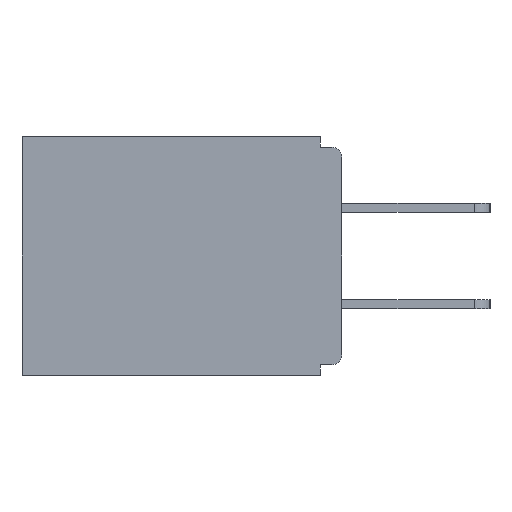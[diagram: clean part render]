
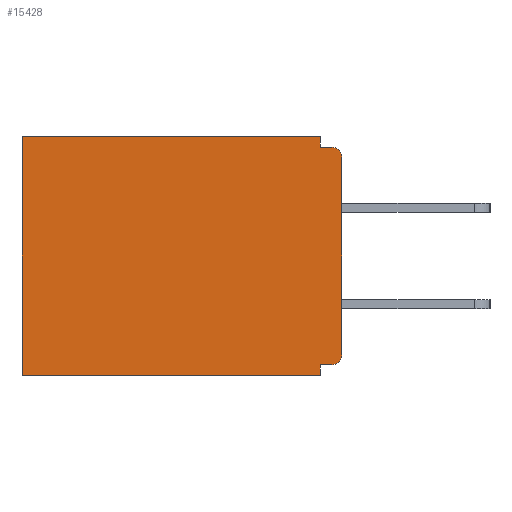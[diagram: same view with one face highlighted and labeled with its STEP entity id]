
A CAD part, left-side view. The second image highlights one B-rep face of the part: STEP entity #15428.
In plain terms, the highlighted planar face has unit normal (-1, 0, 0).
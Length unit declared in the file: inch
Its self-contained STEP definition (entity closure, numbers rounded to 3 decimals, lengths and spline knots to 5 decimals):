
#829 = VECTOR ( 'NONE', #8100, 39.37008 ) ;
#1260 = EDGE_CURVE ( 'NONE', #9530, #14275, #12205, .T. ) ;
#1299 = ORIENTED_EDGE ( 'NONE', *, *, #7254, .T. ) ;
#1472 = VERTEX_POINT ( 'NONE', #25753 ) ;
#1531 = DIRECTION ( 'NONE',  ( 0., 0., -1. ) ) ;
#1932 = CARTESIAN_POINT ( 'NONE',  ( 0.298, 0., 0. ) ) ;
#2143 = ORIENTED_EDGE ( 'NONE', *, *, #23397, .F. ) ;
#2403 = ORIENTED_EDGE ( 'NONE', *, *, #23531, .F. ) ;
#2890 = CARTESIAN_POINT ( 'NONE',  ( 0.298, 0., -0.03 ) ) ;
#3078 = CARTESIAN_POINT ( 'NONE',  ( 0.298, 0.031, -0.343 ) ) ;
#3872 = VECTOR ( 'NONE', #1531, 39.37008 ) ;
#4116 = DIRECTION ( 'NONE',  ( 0., 0., -1. ) ) ;
#4147 = VECTOR ( 'NONE', #8020, 39.37008 ) ;
#4164 = EDGE_CURVE ( 'NONE', #20838, #18745, #4510, .T. ) ;
#4510 = LINE ( 'NONE', #10568, #4147 ) ;
#4567 = LINE ( 'NONE', #7923, #15261 ) ;
#4671 = VECTOR ( 'NONE', #4116, 39.37008 ) ;
#5032 = EDGE_CURVE ( 'NONE', #5320, #1472, #17840, .T. ) ;
#5320 = VERTEX_POINT ( 'NONE', #11060 ) ;
#6003 = VECTOR ( 'NONE', #24564, 39.37008 ) ;
#6057 = CARTESIAN_POINT ( 'NONE',  ( 0.298, 0.031, -0.328 ) ) ;
#6263 = CARTESIAN_POINT ( 'NONE',  ( 0.298, 0., -0.015 ) ) ;
#6410 = EDGE_CURVE ( 'NONE', #25180, #14275, #9091, .T. ) ;
#7115 = ORIENTED_EDGE ( 'NONE', *, *, #4164, .T. ) ;
#7254 = EDGE_CURVE ( 'NONE', #18745, #25630, #16061, .T. ) ;
#7923 = CARTESIAN_POINT ( 'NONE',  ( 0.298, 0., 0. ) ) ;
#8020 = DIRECTION ( 'NONE',  ( 0., 1., 0. ) ) ;
#8100 = DIRECTION ( 'NONE',  ( 0., 1., 0. ) ) ;
#8127 = VERTEX_POINT ( 'NONE', #6057 ) ;
#8972 = CARTESIAN_POINT ( 'NONE',  ( 0.298, 0.46, 0. ) ) ;
#9091 = CIRCLE ( 'NONE', #23415, 0.015 ) ;
#9129 = ORIENTED_EDGE ( 'NONE', *, *, #5032, .T. ) ;
#9214 = VECTOR ( 'NONE', #21261, 39.37008 ) ;
#9330 = CARTESIAN_POINT ( 'NONE',  ( 0.298, 0.015, -0.313 ) ) ;
#9530 = VERTEX_POINT ( 'NONE', #25473 ) ;
#9732 = CARTESIAN_POINT ( 'NONE',  ( 0.298, 0.015, -0.03 ) ) ;
#10075 = DIRECTION ( 'NONE',  ( 0., 0., -1. ) ) ;
#10344 = AXIS2_PLACEMENT_3D ( 'NONE', #9330, #26459, #10075 ) ;
#10568 = CARTESIAN_POINT ( 'NONE',  ( 0.298, 0., 0. ) ) ;
#11060 = CARTESIAN_POINT ( 'NONE',  ( 0.298, 0.015, -0.328 ) ) ;
#11364 = LINE ( 'NONE', #3078, #6003 ) ;
#11373 = CARTESIAN_POINT ( 'NONE',  ( 0.298, 0.031, -0.343 ) ) ;
#12205 = LINE ( 'NONE', #6263, #9214 ) ;
#12908 = DIRECTION ( 'NONE',  ( 1., 0., 0. ) ) ;
#13086 = ORIENTED_EDGE ( 'NONE', *, *, #1260, .F. ) ;
#13131 = ORIENTED_EDGE ( 'NONE', *, *, #6410, .T. ) ;
#13476 = CARTESIAN_POINT ( 'NONE',  ( 0.298, 0.46, -0.343 ) ) ;
#13778 = DIRECTION ( 'NONE',  ( 0., 0., -1. ) ) ;
#14275 = VERTEX_POINT ( 'NONE', #25372 ) ;
#14350 = AXIS2_PLACEMENT_3D ( 'NONE', #1932, #12908, #16946 ) ;
#14570 = VERTEX_POINT ( 'NONE', #11373 ) ;
#15261 = VECTOR ( 'NONE', #16434, 39.37008 ) ;
#15394 = EDGE_LOOP ( 'NONE', ( #13131, #13086, #2403, #7115, #1299, #2143, #15793, #18785, #9129, #25880 ) ) ;
#15428 = ADVANCED_FACE ( 'NONE', ( #23471 ), #23721, .F. ) ;
#15793 = ORIENTED_EDGE ( 'NONE', *, *, #16084, .F. ) ;
#15896 = DIRECTION ( 'NONE',  ( 0., 1., 0. ) ) ;
#16061 = LINE ( 'NONE', #17128, #4671 ) ;
#16084 = EDGE_CURVE ( 'NONE', #8127, #14570, #11364, .T. ) ;
#16434 = DIRECTION ( 'NONE',  ( 0., 0., -1. ) ) ;
#16946 = DIRECTION ( 'NONE',  ( 0., 0., -1. ) ) ;
#17128 = CARTESIAN_POINT ( 'NONE',  ( 0.298, 0.46, 0. ) ) ;
#17607 = LINE ( 'NONE', #24989, #3872 ) ;
#17840 = CIRCLE ( 'NONE', #10344, 0.015 ) ;
#18745 = VERTEX_POINT ( 'NONE', #8972 ) ;
#18785 = ORIENTED_EDGE ( 'NONE', *, *, #23819, .F. ) ;
#18995 = VECTOR ( 'NONE', #15896, 39.37008 ) ;
#20838 = VERTEX_POINT ( 'NONE', #24584 ) ;
#20946 = CARTESIAN_POINT ( 'NONE',  ( 0.298, 0., -0.328 ) ) ;
#21261 = DIRECTION ( 'NONE',  ( 0., -1., 0. ) ) ;
#21497 = CARTESIAN_POINT ( 'NONE',  ( 0.298, 0., -0.343 ) ) ;
#22267 = EDGE_CURVE ( 'NONE', #25180, #1472, #4567, .T. ) ;
#23397 = EDGE_CURVE ( 'NONE', #14570, #25630, #24699, .T. ) ;
#23415 = AXIS2_PLACEMENT_3D ( 'NONE', #9732, #24712, #13778 ) ;
#23471 = FACE_OUTER_BOUND ( 'NONE', #15394, .T. ) ;
#23531 = EDGE_CURVE ( 'NONE', #20838, #9530, #17607, .T. ) ;
#23721 = PLANE ( 'NONE',  #14350 ) ;
#23819 = EDGE_CURVE ( 'NONE', #5320, #8127, #27326, .T. ) ;
#24564 = DIRECTION ( 'NONE',  ( 0., 0., -1. ) ) ;
#24584 = CARTESIAN_POINT ( 'NONE',  ( 0.298, 0.031, 0. ) ) ;
#24699 = LINE ( 'NONE', #21497, #18995 ) ;
#24712 = DIRECTION ( 'NONE',  ( -1., 0., 0. ) ) ;
#24989 = CARTESIAN_POINT ( 'NONE',  ( 0.298, 0.031, -0.343 ) ) ;
#25180 = VERTEX_POINT ( 'NONE', #2890 ) ;
#25372 = CARTESIAN_POINT ( 'NONE',  ( 0.298, 0.015, -0.015 ) ) ;
#25473 = CARTESIAN_POINT ( 'NONE',  ( 0.298, 0.031, -0.015 ) ) ;
#25630 = VERTEX_POINT ( 'NONE', #13476 ) ;
#25753 = CARTESIAN_POINT ( 'NONE',  ( 0.298, 0., -0.313 ) ) ;
#25880 = ORIENTED_EDGE ( 'NONE', *, *, #22267, .F. ) ;
#26459 = DIRECTION ( 'NONE',  ( -1., 0., 0. ) ) ;
#27326 = LINE ( 'NONE', #20946, #829 ) ;
